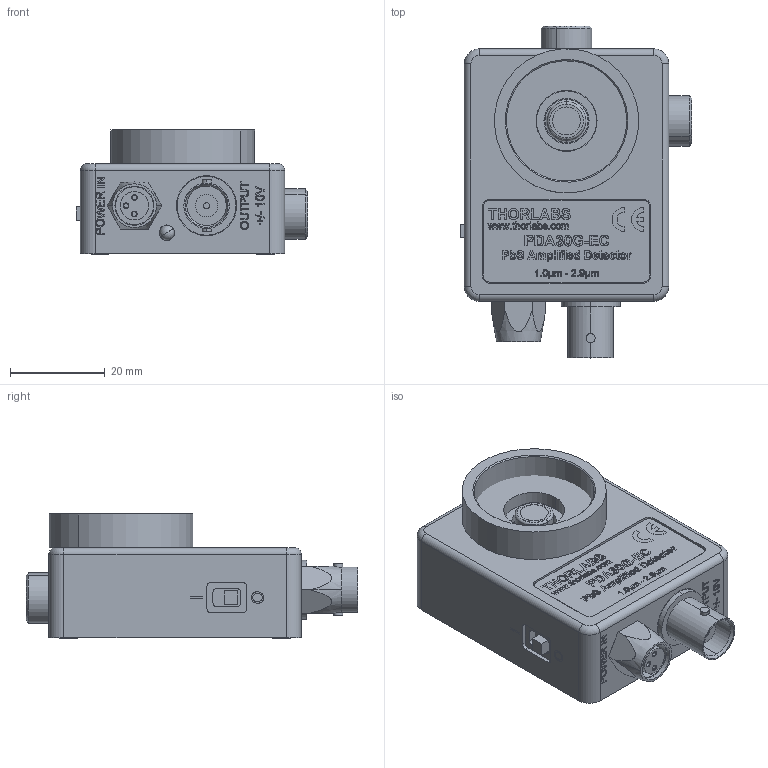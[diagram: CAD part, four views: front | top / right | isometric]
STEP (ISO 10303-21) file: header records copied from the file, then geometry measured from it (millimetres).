
FILE_DESCRIPTION (( 'STEP AP214' ), '1' );
FILE_NAME ('13198-E0W.STEP', '2010-06-18T21:01:52', ( 'Admin' ), ( 'Thorlabs, Inc.' ), 'SwSTEP 2.0', 'SolidWorks 2009', '' );
FILE_SCHEMA (( 'AUTOMOTIVE_DESIGN' ));
Length unit declared in the file: millimetre
Products named in the file (1): 13198-E0W
Bounding box: 48.83 x 70.13 x 26.2 mm (x, y, z)
Volume: 23764.7 mm3; surface area: 26848 mm2
Topology: 17 solids, 18 shells, 1781 faces, 4551 edges, 2976 vertices
Faces by surface type: plane 957, bspline 467, cylinder 271, cone 64, torus 20, sphere 2
Entity records: 111582 total; most frequent: CARTESIAN_POINT 51327, ORIENTED_EDGE 9062, DIRECTION 6839, EDGE_CURVE 4531, VERTEX_POINT 2976, VECTOR 2955, LINE 2955, EDGE_LOOP 2009
